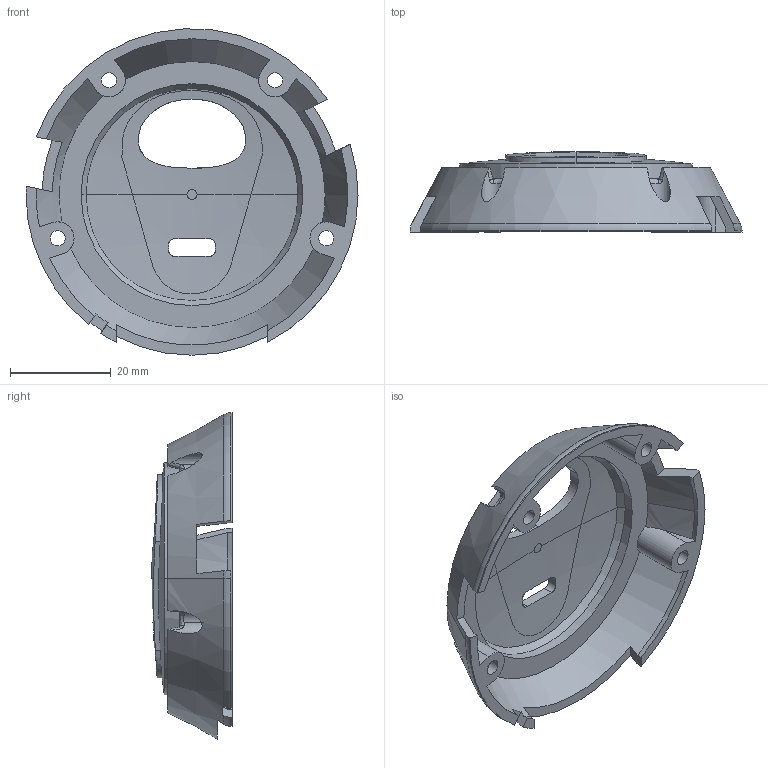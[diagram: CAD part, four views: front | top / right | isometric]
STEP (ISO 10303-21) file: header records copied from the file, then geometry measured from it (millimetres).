
FILE_DESCRIPTION (( 'STEP AP214' ), '1' );
FILE_NAME ('萇喀累奻裔.STEP', '2023-08-26T13:19:50', ( '' ), ( '' ), 'SwSTEP 2.0', 'SolidWorks 2022', '' );
FILE_SCHEMA (( 'AUTOMOTIVE_DESIGN' ));
Length unit declared in the file: millimetre
Products named in the file (1): 电池仓上盖
Bounding box: 65.8 x 15.95 x 64.7 mm (x, y, z)
Volume: 7313.2 mm3; surface area: 10632.9 mm2
Topology: 2 solids, 2 shells, 150 faces, 419 edges, 273 vertices
Faces by surface type: plane 43, cylinder 40, bspline 36, cone 18, sphere 8, torus 5
Entity records: 7022 total; most frequent: CARTESIAN_POINT 3398, ORIENTED_EDGE 838, DIRECTION 644, EDGE_CURVE 419, VERTEX_POINT 273, AXIS2_PLACEMENT_3D 264, EDGE_LOOP 164, ADVANCED_FACE 150
